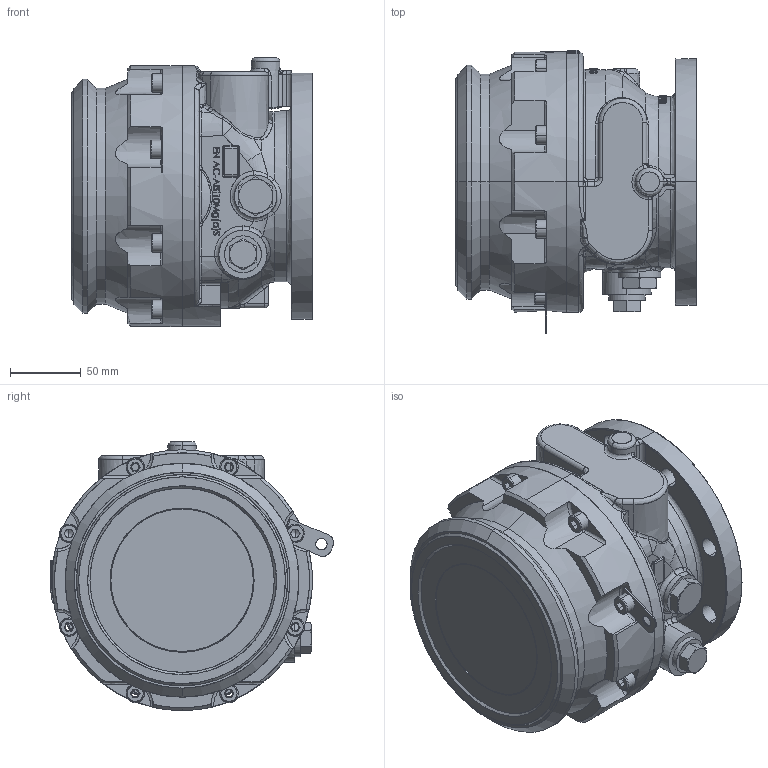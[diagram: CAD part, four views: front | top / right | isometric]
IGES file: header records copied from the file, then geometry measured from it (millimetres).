
Start section: SolidWorks IGES file using analytic representation for surfaces
Global section: file name: VKV1.IGS; native system: SolidWorks 2010; preprocessor: SolidWorks 2010; author: LarsenR; date: 120725.142518; units: millimetre
Bounding box: 170 x 200.01 x 190.05 mm (x, y, z)
Surface area: 243642.5 mm2 (no closed solid volume)
Topology: 0 solids, 0 shells, 930 faces, 16535 edges, 16504 vertices
Faces by surface type: bspline 659, revolution 271
